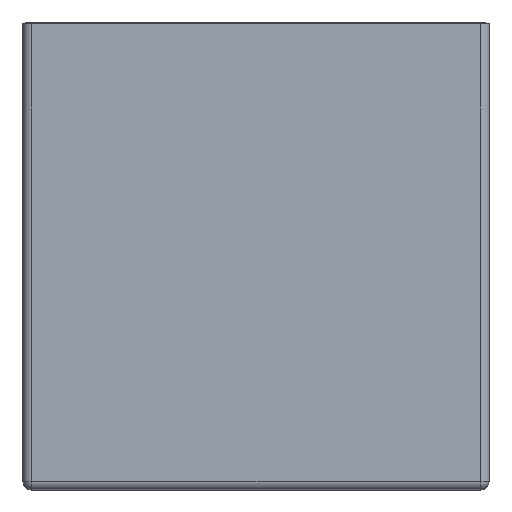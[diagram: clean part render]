
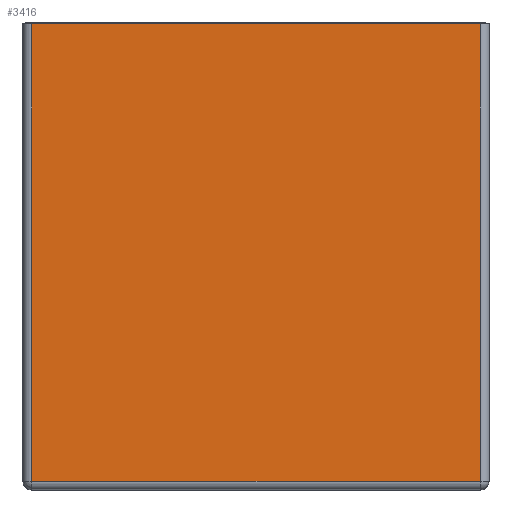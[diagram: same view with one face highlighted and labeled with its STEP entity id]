
A CAD part, left-side view. The second image highlights one B-rep face of the part: STEP entity #3416.
In plain terms, the highlighted planar face has unit normal (-1, 0, 0).
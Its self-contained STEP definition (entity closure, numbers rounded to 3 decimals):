
#511=FACE_OUTER_BOUND('',#717,.T.);
#717=EDGE_LOOP('',(#3138,#3139,#3140,#3141));
#728=LINE('',#4132,#1032);
#971=LINE('',#6447,#1275);
#975=LINE('',#6456,#1279);
#979=LINE('',#6462,#1283);
#1032=VECTOR('',#3576,10.);
#1275=VECTOR('',#3961,10.);
#1279=VECTOR('',#3971,10.);
#1283=VECTOR('',#3979,10.);
#1339=VERTEX_POINT('',#4129);
#1340=VERTEX_POINT('',#4131);
#1618=VERTEX_POINT('',#6436);
#1619=VERTEX_POINT('',#6440);
#1667=EDGE_CURVE('',#1339,#1340,#728,.T.);
#2089=EDGE_CURVE('',#1619,#1618,#971,.T.);
#2094=EDGE_CURVE('',#1340,#1619,#975,.T.);
#2098=EDGE_CURVE('',#1618,#1339,#979,.T.);
#3138=ORIENTED_EDGE('',*,*,#2094,.F.);
#3139=ORIENTED_EDGE('',*,*,#1667,.F.);
#3140=ORIENTED_EDGE('',*,*,#2098,.F.);
#3141=ORIENTED_EDGE('',*,*,#2089,.F.);
#3229=PLANE('',#3551);
#3416=ADVANCED_FACE('',(#511),#3229,.T.);
#3551=AXIS2_PLACEMENT_3D('',#6573,#4098,#4099);
#3576=DIRECTION('',(0.,-1.,0.));
#3961=DIRECTION('',(0.,1.,0.));
#3971=DIRECTION('',(0.,0.,-1.));
#3979=DIRECTION('',(0.,0.,1.));
#4098=DIRECTION('center_axis',(-1.,0.,0.));
#4099=DIRECTION('ref_axis',(0.,-1.,0.));
#4129=CARTESIAN_POINT('',(0.,117.75,120.));
#4131=CARTESIAN_POINT('',(0.,2.25,120.));
#4132=CARTESIAN_POINT('',(0.,90.,120.));
#6436=CARTESIAN_POINT('',(0.,117.75,2.25));
#6440=CARTESIAN_POINT('',(0.,2.25,2.25));
#6447=CARTESIAN_POINT('',(0.,90.,2.25));
#6456=CARTESIAN_POINT('',(0.,2.25,0.));
#6462=CARTESIAN_POINT('',(0.,117.75,0.));
#6573=CARTESIAN_POINT('Origin',(0.,120.,0.));
